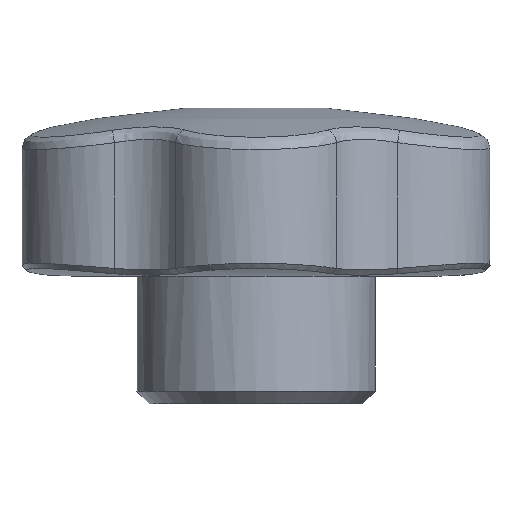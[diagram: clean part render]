
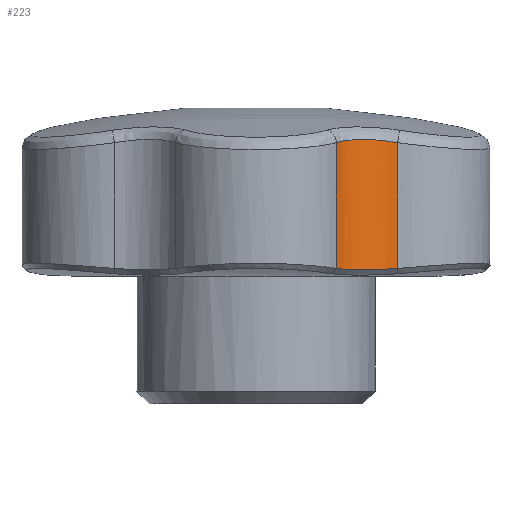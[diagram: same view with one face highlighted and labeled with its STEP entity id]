
A CAD part, front view. The second image highlights one B-rep face of the part: STEP entity #223.
In plain terms, the highlighted cylindrical face has radius 8.5 mm (diameter 17 mm), a partial arc.
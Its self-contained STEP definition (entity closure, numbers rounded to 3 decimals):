
#223 = ADVANCED_FACE( '', ( #455 ), #456, .F. );
#455 = FACE_OUTER_BOUND( '', #3173, .T. );
#456 = CYLINDRICAL_SURFACE( '', #3174, 8.5 );
#3173 = EDGE_LOOP( '', ( #3954, #3955, #3956, #3957 ) );
#3174 = AXIS2_PLACEMENT_3D( '', #3958, #3959, #3960 );
#3954 = ORIENTED_EDGE( '', *, *, #4248, .T. );
#3955 = ORIENTED_EDGE( '', *, *, #4064, .T. );
#3956 = ORIENTED_EDGE( '', *, *, #4243, .F. );
#3957 = ORIENTED_EDGE( '', *, *, #4190, .T. );
#3958 = CARTESIAN_POINT( '', ( 16.742, -28.998, 36.7 ) );
#3959 = DIRECTION( '', ( 0., 0., 1. ) );
#3960 = DIRECTION( '', ( -1., 0., 0. ) );
#4064 = EDGE_CURVE( '', #4319, #4324, #4326, .T. );
#4190 = EDGE_CURVE( '', #4311, #4468, #4513, .T. );
#4243 = EDGE_CURVE( '', #4311, #4324, #4584, .T. );
#4248 = EDGE_CURVE( '', #4468, #4319, #4589, .T. );
#4311 = VERTEX_POINT( '', #4915 );
#4319 = VERTEX_POINT( '', #5059 );
#4324 = VERTEX_POINT( '', #5083 );
#4326 = B_SPLINE_CURVE_WITH_KNOTS( '', 3, ( #5086, #5087, #5088, #5089, #5090, #5091, #5092, #5093, #5094, #5095, #5096, #5097, #5098, #5099, #5100, #5101, #5102, #5103, #5104, #5105, #5106, #5107, #5108, #5109, #5110, #5111, #5112, #5113, #5114, #5115, #5116, #5117, #5118, #5119 ), .UNSPECIFIED., .F., .F., ( 4, 1, 1, 1, 1, 1, 1, 1, 1, 1, 1, 1, 1, 1, 1, 1, 1, 1, 1, 1, 1, 1, 1, 1, 1, 1, 1, 1, 1, 1, 1, 4 ), ( 0., 0.032, 0.065, 0.097, 0.129, 0.161, 0.194, 0.226, 0.258, 0.29, 0.323, 0.355, 0.387, 0.419, 0.452, 0.484, 0.516, 0.548, 0.581, 0.613, 0.645, 0.677, 0.709, 0.742, 0.774, 0.806, 0.839, 0.871, 0.903, 0.935, 0.968, 1. ), .UNSPECIFIED. );
#4468 = VERTEX_POINT( '', #6101 );
#4513 = B_SPLINE_CURVE_WITH_KNOTS( '', 3, ( #6607, #6608, #6609, #6610, #6611, #6612, #6613, #6614, #6615, #6616, #6617, #6618, #6619, #6620, #6621, #6622, #6623, #6624, #6625, #6626, #6627, #6628, #6629, #6630, #6631, #6632, #6633, #6634, #6635, #6636, #6637, #6638, #6639, #6640, #6641, #6642 ), .UNSPECIFIED., .F., .F., ( 4, 1, 1, 1, 1, 2, 2, 1, 1, 2, 1, 1, 1, 2, 2, 1, 1, 2, 1, 1, 1, 2, 2, 1, 1, 4 ), ( 0., 0.001, 0.001, 0.002, 0.002, 0.003, 0.003, 0.003, 0.003, 0.003, 0.004, 0.004, 0.005, 0.005, 0.005, 0.006, 0.006, 0.006, 0.006, 0.007, 0.008, 0.008, 0.008, 0.008, 0.008, 0.009 ), .UNSPECIFIED. );
#4584 = LINE( '', #7100, #7101 );
#4589 = LINE( '', #7109, #7110 );
#4915 = CARTESIAN_POINT( '', ( 16.617, -20.499, 30.648 ) );
#5059 = CARTESIAN_POINT( '', ( 9.444, -24.64, 15.902 ) );
#5083 = CARTESIAN_POINT( '', ( 16.617, -20.499, 15.902 ) );
#5086 = CARTESIAN_POINT( '', ( 9.444, -24.64, 15.902 ) );
#5087 = CARTESIAN_POINT( '', ( 9.493, -24.56, 15.896 ) );
#5088 = CARTESIAN_POINT( '', ( 9.589, -24.402, 15.882 ) );
#5089 = CARTESIAN_POINT( '', ( 9.745, -24.17, 15.864 ) );
#5090 = CARTESIAN_POINT( '', ( 9.907, -23.943, 15.846 ) );
#5091 = CARTESIAN_POINT( '', ( 10.076, -23.721, 15.831 ) );
#5092 = CARTESIAN_POINT( '', ( 10.253, -23.505, 15.816 ) );
#5093 = CARTESIAN_POINT( '', ( 10.437, -23.295, 15.803 ) );
#5094 = CARTESIAN_POINT( '', ( 10.627, -23.091, 15.791 ) );
#5095 = CARTESIAN_POINT( '', ( 10.825, -22.894, 15.78 ) );
#5096 = CARTESIAN_POINT( '', ( 11.028, -22.703, 15.771 ) );
#5097 = CARTESIAN_POINT( '', ( 11.238, -22.519, 15.763 ) );
#5098 = CARTESIAN_POINT( '', ( 11.453, -22.341, 15.756 ) );
#5099 = CARTESIAN_POINT( '', ( 11.675, -22.171, 15.751 ) );
#5100 = CARTESIAN_POINT( '', ( 11.902, -22.009, 15.747 ) );
#5101 = CARTESIAN_POINT( '', ( 12.134, -21.854, 15.744 ) );
#5102 = CARTESIAN_POINT( '', ( 12.371, -21.706, 15.743 ) );
#5103 = CARTESIAN_POINT( '', ( 12.612, -21.567, 15.743 ) );
#5104 = CARTESIAN_POINT( '', ( 12.858, -21.435, 15.744 ) );
#5105 = CARTESIAN_POINT( '', ( 13.109, -21.312, 15.747 ) );
#5106 = CARTESIAN_POINT( '', ( 13.363, -21.197, 15.751 ) );
#5107 = CARTESIAN_POINT( '', ( 13.621, -21.09, 15.756 ) );
#5108 = CARTESIAN_POINT( '', ( 13.882, -20.992, 15.763 ) );
#5109 = CARTESIAN_POINT( '', ( 14.146, -20.902, 15.771 ) );
#5110 = CARTESIAN_POINT( '', ( 14.414, -20.821, 15.78 ) );
#5111 = CARTESIAN_POINT( '', ( 14.683, -20.749, 15.791 ) );
#5112 = CARTESIAN_POINT( '', ( 14.955, -20.686, 15.803 ) );
#5113 = CARTESIAN_POINT( '', ( 15.229, -20.632, 15.816 ) );
#5114 = CARTESIAN_POINT( '', ( 15.504, -20.587, 15.831 ) );
#5115 = CARTESIAN_POINT( '', ( 15.781, -20.551, 15.846 ) );
#5116 = CARTESIAN_POINT( '', ( 16.059, -20.524, 15.864 ) );
#5117 = CARTESIAN_POINT( '', ( 16.338, -20.506, 15.882 ) );
#5118 = CARTESIAN_POINT( '', ( 16.524, -20.501, 15.896 ) );
#5119 = CARTESIAN_POINT( '', ( 16.617, -20.499, 15.902 ) );
#6101 = CARTESIAN_POINT( '', ( 9.444, -24.64, 30.648 ) );
#6607 = CARTESIAN_POINT( '', ( 16.617, -20.499, 30.648 ) );
#6608 = CARTESIAN_POINT( '', ( 16.437, -20.501, 30.68 ) );
#6609 = CARTESIAN_POINT( '', ( 16.078, -20.518, 30.739 ) );
#6610 = CARTESIAN_POINT( '', ( 15.545, -20.577, 30.816 ) );
#6611 = CARTESIAN_POINT( '', ( 15.016, -20.669, 30.882 ) );
#6612 = CARTESIAN_POINT( '', ( 14.492, -20.795, 30.936 ) );
#6613 = CARTESIAN_POINT( '', ( 14.146, -20.902, 30.965 ) );
#6614 = CARTESIAN_POINT( '', ( 13.952, -20.969, 30.979 ) );
#6615 = CARTESIAN_POINT( '', ( 13.93, -20.976, 30.98 ) );
#6616 = CARTESIAN_POINT( '', ( 13.888, -20.991, 30.983 ) );
#6617 = CARTESIAN_POINT( '', ( 13.823, -21.014, 30.988 ) );
#6618 = CARTESIAN_POINT( '', ( 13.674, -21.07, 30.997 ) );
#6619 = CARTESIAN_POINT( '', ( 13.548, -21.12, 31.004 ) );
#6620 = CARTESIAN_POINT( '', ( 13.297, -21.225, 31.016 ) );
#6621 = CARTESIAN_POINT( '', ( 12.969, -21.375, 31.029 ) );
#6622 = CARTESIAN_POINT( '', ( 12.492, -21.63, 31.035 ) );
#6623 = CARTESIAN_POINT( '', ( 12.032, -21.915, 31.029 ) );
#6624 = CARTESIAN_POINT( '', ( 11.736, -22.126, 31.017 ) );
#6625 = CARTESIAN_POINT( '', ( 11.573, -22.25, 31.007 ) );
#6626 = CARTESIAN_POINT( '', ( 11.555, -22.264, 31.006 ) );
#6627 = CARTESIAN_POINT( '', ( 11.519, -22.292, 31.004 ) );
#6628 = CARTESIAN_POINT( '', ( 11.465, -22.334, 31.001 ) );
#6629 = CARTESIAN_POINT( '', ( 11.341, -22.433, 30.992 ) );
#6630 = CARTESIAN_POINT( '', ( 11.237, -22.521, 30.984 ) );
#6631 = CARTESIAN_POINT( '', ( 11.032, -22.699, 30.965 ) );
#6632 = CARTESIAN_POINT( '', ( 10.767, -22.944, 30.937 ) );
#6633 = CARTESIAN_POINT( '', ( 10.397, -23.334, 30.882 ) );
#6634 = CARTESIAN_POINT( '', ( 10.051, -23.746, 30.817 ) );
#6635 = CARTESIAN_POINT( '', ( 9.838, -24.036, 30.765 ) );
#6636 = CARTESIAN_POINT( '', ( 9.723, -24.203, 30.734 ) );
#6637 = CARTESIAN_POINT( '', ( 9.711, -24.222, 30.73 ) );
#6638 = CARTESIAN_POINT( '', ( 9.685, -24.259, 30.723 ) );
#6639 = CARTESIAN_POINT( '', ( 9.648, -24.316, 30.712 ) );
#6640 = CARTESIAN_POINT( '', ( 9.561, -24.448, 30.687 ) );
#6641 = CARTESIAN_POINT( '', ( 9.49, -24.563, 30.664 ) );
#6642 = CARTESIAN_POINT( '', ( 9.444, -24.64, 30.648 ) );
#7100 = CARTESIAN_POINT( '', ( 16.617, -20.499, 36.7 ) );
#7101 = VECTOR( '', #7453, 1000. );
#7109 = CARTESIAN_POINT( '', ( 9.444, -24.64, 36.7 ) );
#7110 = VECTOR( '', #7454, 1000. );
#7453 = DIRECTION( '', ( 0., 0., -1. ) );
#7454 = DIRECTION( '', ( 0., 0., -1. ) );
